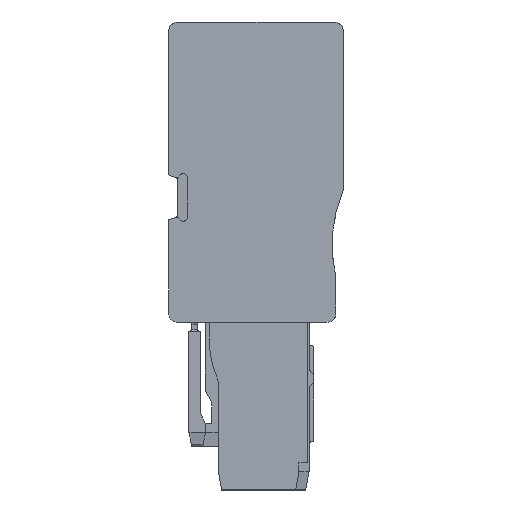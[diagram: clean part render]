
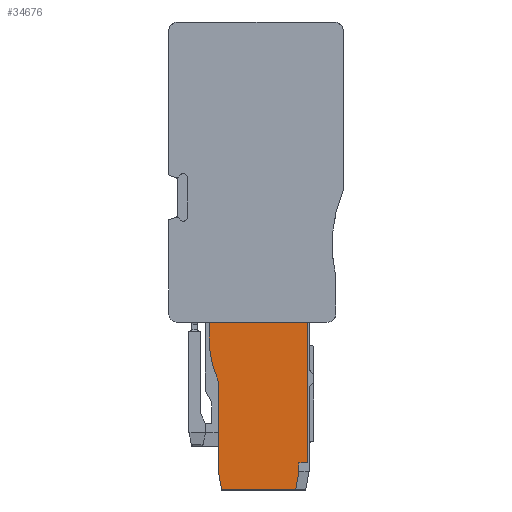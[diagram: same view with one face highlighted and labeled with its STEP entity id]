
A CAD part, left-side view. The second image highlights one B-rep face of the part: STEP entity #34676.
In plain terms, the highlighted planar face has unit normal (-1, 0, 0).
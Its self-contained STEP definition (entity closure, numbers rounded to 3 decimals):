
#30142=AXIS2_PLACEMENT_3D('Plane Axis2P3D',#30139,#30140,#30141) ;
#33270=AXIS2_PLACEMENT_3D('Circle Axis2P3D',#33268,#33269,$) ;
#29630=CARTESIAN_POINT('Vertex',(0.8,14.6,18.25)) ;
#29633=CARTESIAN_POINT('Line Origine',(0.8,9.255,18.25)) ;
#29637=CARTESIAN_POINT('Vertex',(0.8,3.91,18.25)) ;
#30139=CARTESIAN_POINT('Axis2P3D Location',(0.8,8.8,18.25)) ;
#31051=CARTESIAN_POINT('Vertex',(0.8,14.6,16.433)) ;
#31054=CARTESIAN_POINT('Line Origine',(0.8,14.6,17.341)) ;
#33086=CARTESIAN_POINT('Vertex',(0.8,13.6,2.)) ;
#33089=CARTESIAN_POINT('Line Origine',(0.8,13.6,6.925)) ;
#33093=CARTESIAN_POINT('Vertex',(0.8,13.6,11.85)) ;
#33268=CARTESIAN_POINT('Axis2P3D Location',(0.8,3.6,16.433)) ;
#33356=CARTESIAN_POINT('Vertex',(0.8,13.247,0.)) ;
#33359=CARTESIAN_POINT('Line Origine',(0.8,13.424,1.)) ;
#33376=CARTESIAN_POINT('Line Origine',(0.8,9.213,0.)) ;
#33380=CARTESIAN_POINT('Vertex',(0.8,5.178,0.)) ;
#33420=CARTESIAN_POINT('Vertex',(0.8,4.825,2.)) ;
#33423=CARTESIAN_POINT('Line Origine',(0.8,5.001,1.)) ;
#33449=CARTESIAN_POINT('Vertex',(0.8,4.825,2.951)) ;
#33452=CARTESIAN_POINT('Line Origine',(0.8,4.825,2.476)) ;
#33473=CARTESIAN_POINT('Vertex',(0.8,3.91,2.951)) ;
#33476=CARTESIAN_POINT('Line Origine',(0.8,4.367,2.951)) ;
#34659=CARTESIAN_POINT('Line Origine',(0.8,3.91,10.601)) ;
#29634=DIRECTION('Vector Direction',(0.,1.,0.)) ;
#30140=DIRECTION('Axis2P3D Direction',(-1.,0.,0.)) ;
#30141=DIRECTION('Axis2P3D XDirection',(0.,-1.,0.)) ;
#31055=DIRECTION('Vector Direction',(0.,0.,-1.)) ;
#33090=DIRECTION('Vector Direction',(0.,0.,-1.)) ;
#33269=DIRECTION('Axis2P3D Direction',(1.,0.,0.)) ;
#33360=DIRECTION('Vector Direction',(0.,-0.174,-0.985)) ;
#33377=DIRECTION('Vector Direction',(0.,-1.,0.)) ;
#33424=DIRECTION('Vector Direction',(0.,0.174,-0.985)) ;
#33453=DIRECTION('Vector Direction',(0.,0.,-1.)) ;
#33477=DIRECTION('Vector Direction',(0.,1.,0.)) ;
#34660=DIRECTION('Vector Direction',(0.,0.,1.)) ;
#29635=VECTOR('Line Direction',#29634,1.) ;
#31056=VECTOR('Line Direction',#31055,1.) ;
#33091=VECTOR('Line Direction',#33090,1.) ;
#33361=VECTOR('Line Direction',#33360,1.) ;
#33378=VECTOR('Line Direction',#33377,1.) ;
#33425=VECTOR('Line Direction',#33424,1.) ;
#33454=VECTOR('Line Direction',#33453,1.) ;
#33478=VECTOR('Line Direction',#33477,1.) ;
#34661=VECTOR('Line Direction',#34660,1.) ;
#34665=ORIENTED_EDGE('',*,*,#29639,.T.) ;
#34666=ORIENTED_EDGE('',*,*,#31058,.T.) ;
#34667=ORIENTED_EDGE('',*,*,#33272,.F.) ;
#34668=ORIENTED_EDGE('',*,*,#33095,.T.) ;
#34669=ORIENTED_EDGE('',*,*,#33363,.T.) ;
#34670=ORIENTED_EDGE('',*,*,#33382,.T.) ;
#34671=ORIENTED_EDGE('',*,*,#33427,.F.) ;
#34672=ORIENTED_EDGE('',*,*,#33456,.F.) ;
#34673=ORIENTED_EDGE('',*,*,#33480,.F.) ;
#34674=ORIENTED_EDGE('',*,*,#34663,.T.) ;
#34676=ADVANCED_FACE('66463_MLD_APG_4_L.1\\66463_MLD_APG_4_L',(#34675),#30143,.T.) ;
#33271=CIRCLE('generated circle',#33270,11.) ;
#29639=EDGE_CURVE('',#29638,#29631,#29636,.T.) ;
#31058=EDGE_CURVE('',#29631,#31052,#31057,.T.) ;
#33095=EDGE_CURVE('',#33094,#33087,#33092,.T.) ;
#33272=EDGE_CURVE('',#33094,#31052,#33271,.T.) ;
#33363=EDGE_CURVE('',#33087,#33357,#33362,.T.) ;
#33382=EDGE_CURVE('',#33357,#33381,#33379,.T.) ;
#33427=EDGE_CURVE('',#33421,#33381,#33426,.T.) ;
#33456=EDGE_CURVE('',#33450,#33421,#33455,.T.) ;
#33480=EDGE_CURVE('',#33474,#33450,#33479,.T.) ;
#34663=EDGE_CURVE('',#33474,#29638,#34662,.T.) ;
#34664=EDGE_LOOP('',(#34665,#34666,#34667,#34668,#34669,#34670,#34671,#34672,#34673,#34674)) ;
#34675=FACE_OUTER_BOUND('',#34664,.T.) ;
#29636=LINE('Line',#29633,#29635) ;
#31057=LINE('Line',#31054,#31056) ;
#33092=LINE('Line',#33089,#33091) ;
#33362=LINE('Line',#33359,#33361) ;
#33379=LINE('Line',#33376,#33378) ;
#33426=LINE('Line',#33423,#33425) ;
#33455=LINE('Line',#33452,#33454) ;
#33479=LINE('Line',#33476,#33478) ;
#34662=LINE('Line',#34659,#34661) ;
#30143=PLANE('',#30142) ;
#29631=VERTEX_POINT('',#29630) ;
#29638=VERTEX_POINT('',#29637) ;
#31052=VERTEX_POINT('',#31051) ;
#33087=VERTEX_POINT('',#33086) ;
#33094=VERTEX_POINT('',#33093) ;
#33357=VERTEX_POINT('',#33356) ;
#33381=VERTEX_POINT('',#33380) ;
#33421=VERTEX_POINT('',#33420) ;
#33450=VERTEX_POINT('',#33449) ;
#33474=VERTEX_POINT('',#33473) ;
